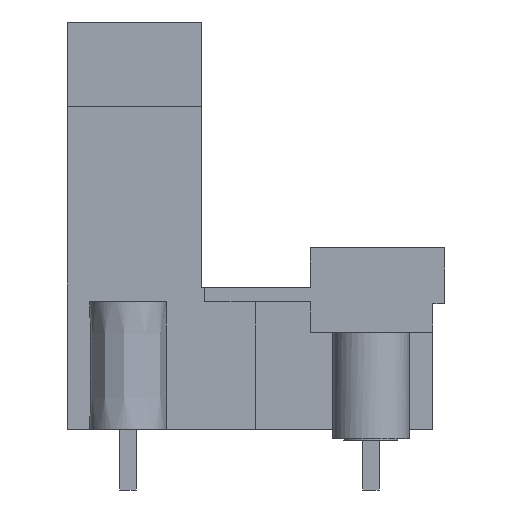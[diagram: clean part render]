
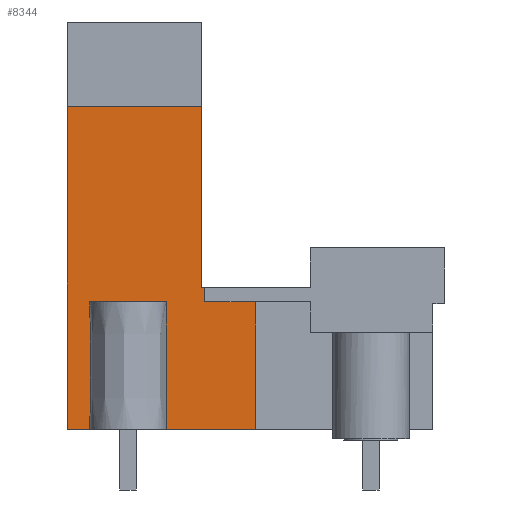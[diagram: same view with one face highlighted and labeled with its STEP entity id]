
A CAD part, left-side view. The second image highlights one B-rep face of the part: STEP entity #8344.
In plain terms, the highlighted planar face has unit normal (-1, 0, 0).
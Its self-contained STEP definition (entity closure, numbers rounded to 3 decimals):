
#8269=AXIS2_PLACEMENT_3D('Plane Axis2P3D',#8266,#8267,#8268) ;
#4609=CARTESIAN_POINT('Vertex',(3.84,23.67,3.8)) ;
#4612=CARTESIAN_POINT('Line Origine',(3.84,23.67,13.93)) ;
#4616=CARTESIAN_POINT('Vertex',(3.84,23.67,24.06)) ;
#4913=CARTESIAN_POINT('Vertex',(3.84,15.24,24.06)) ;
#4916=CARTESIAN_POINT('Line Origine',(3.84,15.24,18.38)) ;
#4920=CARTESIAN_POINT('Vertex',(3.84,15.24,12.7)) ;
#5649=CARTESIAN_POINT('Vertex',(3.84,21.887,3.8)) ;
#5652=CARTESIAN_POINT('Line Origine',(3.84,22.779,3.8)) ;
#5866=CARTESIAN_POINT('Vertex',(3.84,11.84,3.8)) ;
#5869=CARTESIAN_POINT('Line Origine',(3.84,13.165,3.8)) ;
#5873=CARTESIAN_POINT('Vertex',(3.84,14.49,3.8)) ;
#5876=CARTESIAN_POINT('Line Origine',(3.84,16.171,3.8)) ;
#5880=CARTESIAN_POINT('Vertex',(3.84,17.853,3.8)) ;
#8266=CARTESIAN_POINT('Axis2P3D Location',(3.84,23.67,3.2)) ;
#8271=CARTESIAN_POINT('Line Origine',(3.84,20.055,24.06)) ;
#8275=CARTESIAN_POINT('Vertex',(3.84,16.44,24.06)) ;
#8278=CARTESIAN_POINT('Line Origine',(3.84,21.887,7.8)) ;
#8282=CARTESIAN_POINT('Vertex',(3.84,21.887,11.8)) ;
#8285=CARTESIAN_POINT('Line Origine',(3.84,19.87,11.8)) ;
#8289=CARTESIAN_POINT('Vertex',(3.84,17.853,11.8)) ;
#8292=CARTESIAN_POINT('Line Origine',(3.84,17.853,7.8)) ;
#8297=CARTESIAN_POINT('Line Origine',(3.84,11.84,7.8)) ;
#8301=CARTESIAN_POINT('Vertex',(3.84,11.84,11.8)) ;
#8304=CARTESIAN_POINT('Line Origine',(3.84,13.44,11.8)) ;
#8308=CARTESIAN_POINT('Vertex',(3.84,15.04,11.8)) ;
#8311=CARTESIAN_POINT('Line Origine',(3.84,15.04,12.25)) ;
#8315=CARTESIAN_POINT('Vertex',(3.84,15.04,12.7)) ;
#8318=CARTESIAN_POINT('Line Origine',(3.84,15.14,12.7)) ;
#8323=CARTESIAN_POINT('Line Origine',(3.84,15.84,24.06)) ;
#4613=DIRECTION('Vector Direction',(0.,0.,1.)) ;
#4917=DIRECTION('Vector Direction',(0.,0.,1.)) ;
#5653=DIRECTION('Vector Direction',(0.,1.,0.)) ;
#5870=DIRECTION('Vector Direction',(0.,-1.,0.)) ;
#5877=DIRECTION('Vector Direction',(0.,1.,0.)) ;
#8267=DIRECTION('Axis2P3D Direction',(-1.,0.,0.)) ;
#8268=DIRECTION('Axis2P3D XDirection',(0.,-1.,0.)) ;
#8272=DIRECTION('Vector Direction',(0.,1.,0.)) ;
#8279=DIRECTION('Vector Direction',(0.,0.,1.)) ;
#8286=DIRECTION('Vector Direction',(0.,1.,0.)) ;
#8293=DIRECTION('Vector Direction',(0.,0.,1.)) ;
#8298=DIRECTION('Vector Direction',(0.,0.,1.)) ;
#8305=DIRECTION('Vector Direction',(0.,1.,0.)) ;
#8312=DIRECTION('Vector Direction',(0.,0.,-1.)) ;
#8319=DIRECTION('Vector Direction',(0.,-1.,0.)) ;
#8324=DIRECTION('Vector Direction',(0.,-1.,0.)) ;
#4614=VECTOR('Line Direction',#4613,1.) ;
#4918=VECTOR('Line Direction',#4917,1.) ;
#5654=VECTOR('Line Direction',#5653,1.) ;
#5871=VECTOR('Line Direction',#5870,1.) ;
#5878=VECTOR('Line Direction',#5877,1.) ;
#8273=VECTOR('Line Direction',#8272,1.) ;
#8280=VECTOR('Line Direction',#8279,1.) ;
#8287=VECTOR('Line Direction',#8286,1.) ;
#8294=VECTOR('Line Direction',#8293,1.) ;
#8299=VECTOR('Line Direction',#8298,1.) ;
#8306=VECTOR('Line Direction',#8305,1.) ;
#8313=VECTOR('Line Direction',#8312,1.) ;
#8320=VECTOR('Line Direction',#8319,1.) ;
#8325=VECTOR('Line Direction',#8324,1.) ;
#8329=ORIENTED_EDGE('',*,*,#8277,.T.) ;
#8330=ORIENTED_EDGE('',*,*,#4618,.T.) ;
#8331=ORIENTED_EDGE('',*,*,#5656,.F.) ;
#8332=ORIENTED_EDGE('',*,*,#8284,.T.) ;
#8333=ORIENTED_EDGE('',*,*,#8291,.F.) ;
#8334=ORIENTED_EDGE('',*,*,#8296,.F.) ;
#8335=ORIENTED_EDGE('',*,*,#5882,.F.) ;
#8336=ORIENTED_EDGE('',*,*,#5875,.T.) ;
#8337=ORIENTED_EDGE('',*,*,#8303,.T.) ;
#8338=ORIENTED_EDGE('',*,*,#8310,.T.) ;
#8339=ORIENTED_EDGE('',*,*,#8317,.F.) ;
#8340=ORIENTED_EDGE('',*,*,#8322,.F.) ;
#8341=ORIENTED_EDGE('',*,*,#4922,.T.) ;
#8342=ORIENTED_EDGE('',*,*,#8327,.T.) ;
#8344=ADVANCED_FACE('HOUSING',(#8343),#8270,.T.) ;
#4618=EDGE_CURVE('',#4617,#4610,#4615,.F.) ;
#4922=EDGE_CURVE('',#4921,#4914,#4919,.T.) ;
#5656=EDGE_CURVE('',#5650,#4610,#5655,.T.) ;
#5875=EDGE_CURVE('',#5874,#5867,#5872,.T.) ;
#5882=EDGE_CURVE('',#5874,#5881,#5879,.T.) ;
#8277=EDGE_CURVE('',#8276,#4617,#8274,.T.) ;
#8284=EDGE_CURVE('',#5650,#8283,#8281,.T.) ;
#8291=EDGE_CURVE('',#8290,#8283,#8288,.T.) ;
#8296=EDGE_CURVE('',#5881,#8290,#8295,.T.) ;
#8303=EDGE_CURVE('',#5867,#8302,#8300,.T.) ;
#8310=EDGE_CURVE('',#8302,#8309,#8307,.T.) ;
#8317=EDGE_CURVE('',#8316,#8309,#8314,.T.) ;
#8322=EDGE_CURVE('',#4921,#8316,#8321,.T.) ;
#8327=EDGE_CURVE('',#4914,#8276,#8326,.F.) ;
#8328=EDGE_LOOP('',(#8329,#8330,#8331,#8332,#8333,#8334,#8335,#8336,#8337,#8338,#8339,#8340,#8341,#8342)) ;
#8343=FACE_OUTER_BOUND('',#8328,.T.) ;
#4615=LINE('Line',#4612,#4614) ;
#4919=LINE('Line',#4916,#4918) ;
#5655=LINE('Line',#5652,#5654) ;
#5872=LINE('Line',#5869,#5871) ;
#5879=LINE('Line',#5876,#5878) ;
#8274=LINE('Line',#8271,#8273) ;
#8281=LINE('Line',#8278,#8280) ;
#8288=LINE('Line',#8285,#8287) ;
#8295=LINE('Line',#8292,#8294) ;
#8300=LINE('Line',#8297,#8299) ;
#8307=LINE('Line',#8304,#8306) ;
#8314=LINE('Line',#8311,#8313) ;
#8321=LINE('Line',#8318,#8320) ;
#8326=LINE('Line',#8323,#8325) ;
#8270=PLANE('',#8269) ;
#4610=VERTEX_POINT('',#4609) ;
#4617=VERTEX_POINT('',#4616) ;
#4914=VERTEX_POINT('',#4913) ;
#4921=VERTEX_POINT('',#4920) ;
#5650=VERTEX_POINT('',#5649) ;
#5867=VERTEX_POINT('',#5866) ;
#5874=VERTEX_POINT('',#5873) ;
#5881=VERTEX_POINT('',#5880) ;
#8276=VERTEX_POINT('',#8275) ;
#8283=VERTEX_POINT('',#8282) ;
#8290=VERTEX_POINT('',#8289) ;
#8302=VERTEX_POINT('',#8301) ;
#8309=VERTEX_POINT('',#8308) ;
#8316=VERTEX_POINT('',#8315) ;
